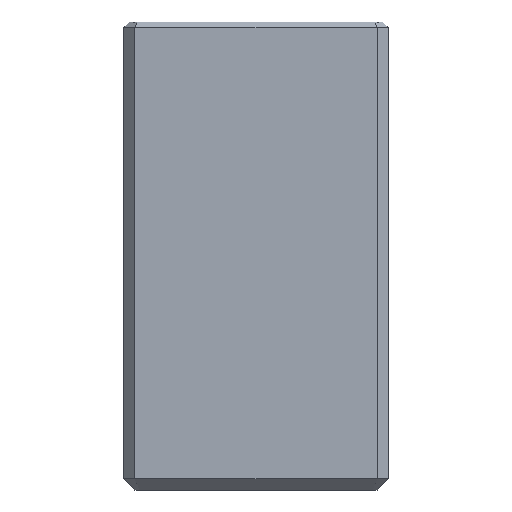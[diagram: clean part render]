
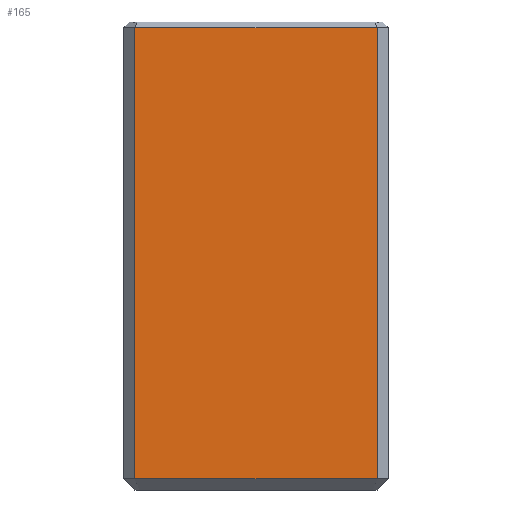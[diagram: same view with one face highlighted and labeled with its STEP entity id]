
A CAD part, front view. The second image highlights one B-rep face of the part: STEP entity #165.
In plain terms, the highlighted planar face has unit normal (0, -1, 0).
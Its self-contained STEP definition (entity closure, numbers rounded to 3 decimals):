
#49 = DIRECTION ( 'NONE',  ( 0., 0., -1. ) ) ;
#91 = CARTESIAN_POINT ( 'NONE',  ( 11.5, 0., 21. ) ) ;
#111 = ORIENTED_EDGE ( 'NONE', *, *, #646, .T. ) ;
#116 = CARTESIAN_POINT ( 'NONE',  ( 0., 0., 21.25 ) ) ;
#136 = DIRECTION ( 'NONE',  ( 1., 0., 0. ) ) ;
#165 = ADVANCED_FACE ( 'NONE', ( #758 ), #205, .F. ) ;
#178 = DIRECTION ( 'NONE',  ( -1., 0., 0. ) ) ;
#180 = CARTESIAN_POINT ( 'NONE',  ( 0.5, 0., 0.5 ) ) ;
#205 = PLANE ( 'NONE',  #888 ) ;
#330 = CARTESIAN_POINT ( 'NONE',  ( 0.5, 0., 21.25 ) ) ;
#334 = LINE ( 'NONE', #418, #881 ) ;
#341 = ORIENTED_EDGE ( 'NONE', *, *, #1109, .T. ) ;
#372 = DIRECTION ( 'NONE',  ( 0., 0., 1. ) ) ;
#418 = CARTESIAN_POINT ( 'NONE',  ( 0., 0., 0.5 ) ) ;
#419 = VERTEX_POINT ( 'NONE', #180 ) ;
#434 = EDGE_CURVE ( 'NONE', #906, #1026, #752, .T. ) ;
#493 = CARTESIAN_POINT ( 'NONE',  ( 0.5, 0., 21. ) ) ;
#540 = VECTOR ( 'NONE', #49, 1000. ) ;
#594 = LINE ( 'NONE', #330, #540 ) ;
#619 = VERTEX_POINT ( 'NONE', #493 ) ;
#625 = ORIENTED_EDGE ( 'NONE', *, *, #826, .T. ) ;
#646 = EDGE_CURVE ( 'NONE', #419, #906, #334, .T. ) ;
#752 = LINE ( 'NONE', #837, #992 ) ;
#758 = FACE_OUTER_BOUND ( 'NONE', #1188, .T. ) ;
#826 = EDGE_CURVE ( 'NONE', #1026, #619, #1012, .T. ) ;
#837 = CARTESIAN_POINT ( 'NONE',  ( 11.5, 0., 21.25 ) ) ;
#881 = VECTOR ( 'NONE', #136, 1000. ) ;
#888 = AXIS2_PLACEMENT_3D ( 'NONE', #116, #1047, #958 ) ;
#900 = VECTOR ( 'NONE', #178, 1000. ) ;
#906 = VERTEX_POINT ( 'NONE', #949 ) ;
#949 = CARTESIAN_POINT ( 'NONE',  ( 11.5, 0., 0.5 ) ) ;
#958 = DIRECTION ( 'NONE',  ( 0., 0., 1. ) ) ;
#974 = ORIENTED_EDGE ( 'NONE', *, *, #434, .T. ) ;
#992 = VECTOR ( 'NONE', #372, 1000. ) ;
#996 = CARTESIAN_POINT ( 'NONE',  ( 0.5, 0., 21. ) ) ;
#1012 = LINE ( 'NONE', #996, #900 ) ;
#1026 = VERTEX_POINT ( 'NONE', #91 ) ;
#1047 = DIRECTION ( 'NONE',  ( 0., 1., 0. ) ) ;
#1109 = EDGE_CURVE ( 'NONE', #619, #419, #594, .T. ) ;
#1188 = EDGE_LOOP ( 'NONE', ( #974, #625, #341, #111 ) ) ;
